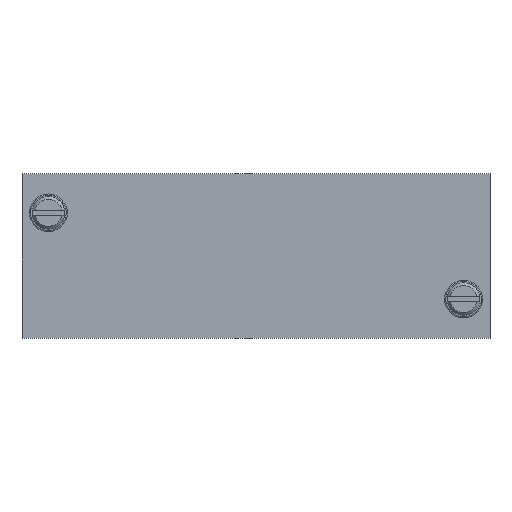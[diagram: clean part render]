
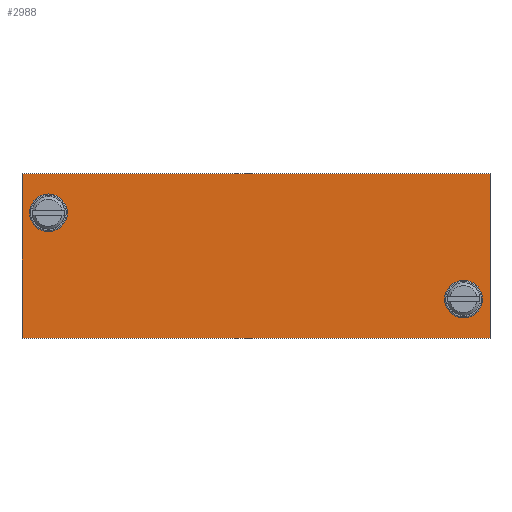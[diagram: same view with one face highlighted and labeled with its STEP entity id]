
A CAD part, top view. The second image highlights one B-rep face of the part: STEP entity #2988.
In plain terms, the highlighted planar face has unit normal (0, 0, 1).
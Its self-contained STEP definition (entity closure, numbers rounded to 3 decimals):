
#53=DIRECTION('',(0.,-1.,0.));
#54=VECTOR('',#53,30.5);
#55=CARTESIAN_POINT('',(-43.4,15.25,2.));
#56=LINE('',#55,#54);
#57=DIRECTION('',(-1.,0.,0.));
#58=VECTOR('',#57,86.8);
#59=CARTESIAN_POINT('',(43.4,15.25,2.));
#60=LINE('',#59,#58);
#61=DIRECTION('',(0.,1.,0.));
#62=VECTOR('',#61,30.5);
#63=CARTESIAN_POINT('',(43.4,-15.25,2.));
#64=LINE('',#63,#62);
#65=DIRECTION('',(1.,0.,0.));
#66=VECTOR('',#65,86.8);
#67=CARTESIAN_POINT('',(-43.4,-15.25,2.));
#68=LINE('',#67,#66);
#69=CARTESIAN_POINT('',(-38.5,8.,2.));
#70=DIRECTION('',(0.,0.,1.));
#71=DIRECTION('',(1.,0.,0.));
#72=AXIS2_PLACEMENT_3D('',#69,#70,#71);
#74=CARTESIAN_POINT('',(-38.5,8.,2.));
#75=DIRECTION('',(0.,0.,1.));
#76=DIRECTION('',(-1.,0.,0.));
#77=AXIS2_PLACEMENT_3D('',#74,#75,#76);
#79=CARTESIAN_POINT('',(38.5,-8.,2.));
#80=DIRECTION('',(0.,0.,1.));
#81=DIRECTION('',(1.,0.,0.));
#82=AXIS2_PLACEMENT_3D('',#79,#80,#81);
#84=CARTESIAN_POINT('',(38.5,-8.,2.));
#85=DIRECTION('',(0.,0.,1.));
#86=DIRECTION('',(-1.,0.,0.));
#87=AXIS2_PLACEMENT_3D('',#84,#85,#86);
#2417=CARTESIAN_POINT('',(-43.4,15.25,2.));
#2418=CARTESIAN_POINT('',(-43.4,-15.25,2.));
#2419=VERTEX_POINT('',#2417);
#2420=VERTEX_POINT('',#2418);
#2421=CARTESIAN_POINT('',(43.4,-15.25,2.));
#2422=VERTEX_POINT('',#2421);
#2423=CARTESIAN_POINT('',(43.4,15.25,2.));
#2424=VERTEX_POINT('',#2423);
#2437=CARTESIAN_POINT('',(-35.,8.,2.));
#2438=CARTESIAN_POINT('',(-42.,8.,2.));
#2439=VERTEX_POINT('',#2437);
#2440=VERTEX_POINT('',#2438);
#2457=CARTESIAN_POINT('',(42.,-8.,2.));
#2458=CARTESIAN_POINT('',(35.,-8.,2.));
#2459=VERTEX_POINT('',#2457);
#2460=VERTEX_POINT('',#2458);
#2965=CARTESIAN_POINT('',(0.,0.,2.));
#2966=DIRECTION('',(0.,0.,1.));
#2967=DIRECTION('',(1.,0.,0.));
#2968=AXIS2_PLACEMENT_3D('',#2965,#2966,#2967);
#2969=PLANE('',#2968);
#2970=ORIENTED_EDGE('',*,*,#2917,.F.);
#2971=ORIENTED_EDGE('',*,*,#2932,.F.);
#2972=ORIENTED_EDGE('',*,*,#2946,.F.);
#2973=ORIENTED_EDGE('',*,*,#2959,.F.);
#2974=EDGE_LOOP('',(#2970,#2971,#2972,#2973));
#2975=FACE_OUTER_BOUND('',#2974,.F.);
#2977=ORIENTED_EDGE('',*,*,#2976,.T.);
#2979=ORIENTED_EDGE('',*,*,#2978,.T.);
#2980=EDGE_LOOP('',(#2977,#2979));
#2981=FACE_BOUND('',#2980,.F.);
#2983=ORIENTED_EDGE('',*,*,#2982,.T.);
#2985=ORIENTED_EDGE('',*,*,#2984,.T.);
#2986=EDGE_LOOP('',(#2983,#2985));
#2987=FACE_BOUND('',#2986,.F.);
#2988=ADVANCED_FACE('',(#2975,#2981,#2987),#2969,.T.);
#73=CIRCLE('',#72,3.5);
#78=CIRCLE('',#77,3.5);
#83=CIRCLE('',#82,3.5);
#88=CIRCLE('',#87,3.5);
#2917=EDGE_CURVE('',#2419,#2420,#56,.T.);
#2932=EDGE_CURVE('',#2424,#2419,#60,.T.);
#2946=EDGE_CURVE('',#2422,#2424,#64,.T.);
#2959=EDGE_CURVE('',#2420,#2422,#68,.T.);
#2976=EDGE_CURVE('',#2439,#2440,#73,.T.);
#2978=EDGE_CURVE('',#2440,#2439,#78,.T.);
#2982=EDGE_CURVE('',#2459,#2460,#83,.T.);
#2984=EDGE_CURVE('',#2460,#2459,#88,.T.);
